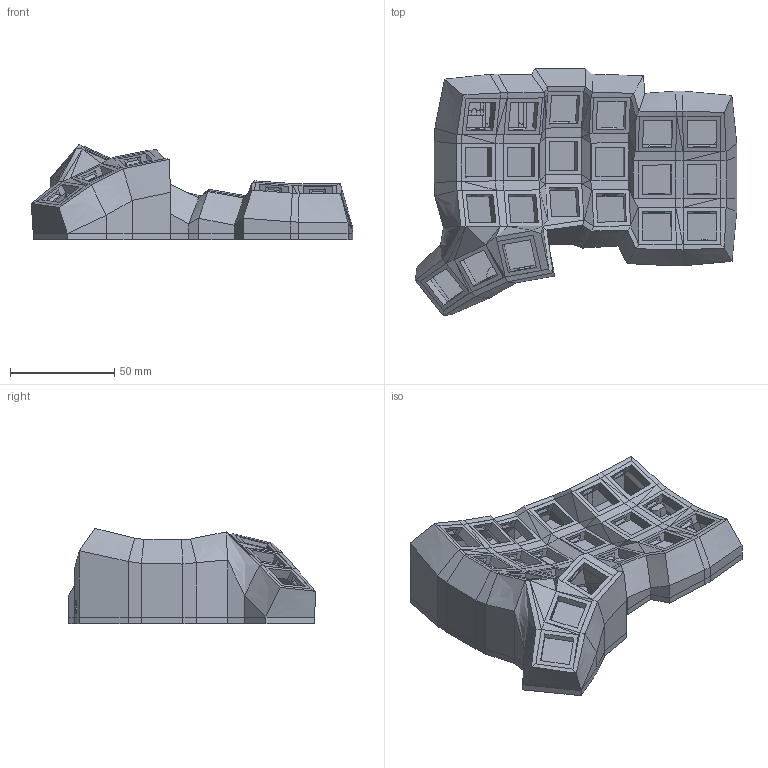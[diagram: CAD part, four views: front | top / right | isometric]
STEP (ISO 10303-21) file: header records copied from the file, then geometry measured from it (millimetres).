
FILE_DESCRIPTION(/* description */ ('STEP AP242','CAx-IF Rec.Pracs.---Representation and Presentation of Product Manufacturing Information (PMI)---4.0---2014-10-13','CAx-IF Rec.Pracs.---3D Tessellated Geometry---0.4---2014-09-14','2;1'),/* implementation_level */ '2;1');
FILE_NAME(/* name */ '680332d3cd103a40dd6d8ac8',/* time_stamp */ '2025-04-19T05:21:25Z',/* author */ (''),/* organization */ (''),/* preprocessor_version */ 'ST-DEVELOPER v20',/* originating_system */ 'ONSHAPE BY PTC INC, 1.196',/* authorisation */ ' ');
FILE_SCHEMA (('AP242_MANAGED_MODEL_BASED_3D_ENGINEERING_MIM_LF { 1 0 10303 442 1 1 4 }'));
Products named in the file (35): Screw Attachments; Walls; Web; Switch Holders; Bottom Plate; Microcontroller Holder
Bounding box: 154.47 x 118.9 x 45.87 mm (x, y, z)
Volume: 117911 mm3; surface area: 97908.3 mm2
Topology: 35 solids, 35 shells, 2096 faces, 5375 edges, 3410 vertices
Faces by surface type: plane 1918, bspline 107, cylinder 69, cone 2
Full cylindrical faces by diameter (mm): 3.4 x2, 4.298 x1, 4.299 x1, 4.3 x12, 4.301 x2, 4.304 x1, 4.306 x1, 4.457 x1, 6.4 x1, 8.3 x5
Entity records: 64129 total; most frequent: CARTESIAN_POINT 13006, ORIENTED_EDGE 10674, DIRECTION 9480, EDGE_CURVE 5337, LINE 5110, VECTOR 5110, VERTEX_POINT 3401, EDGE_LOOP 2262
